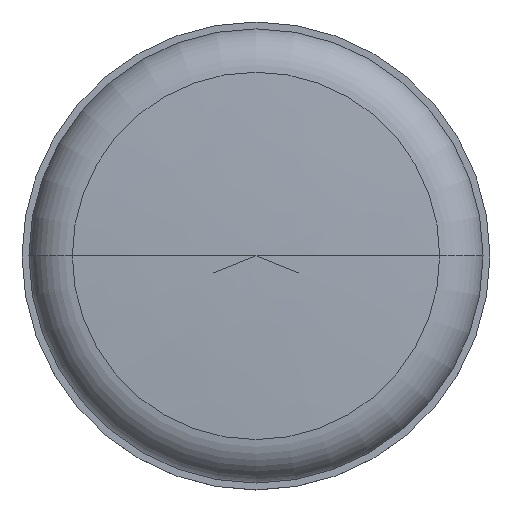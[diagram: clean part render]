
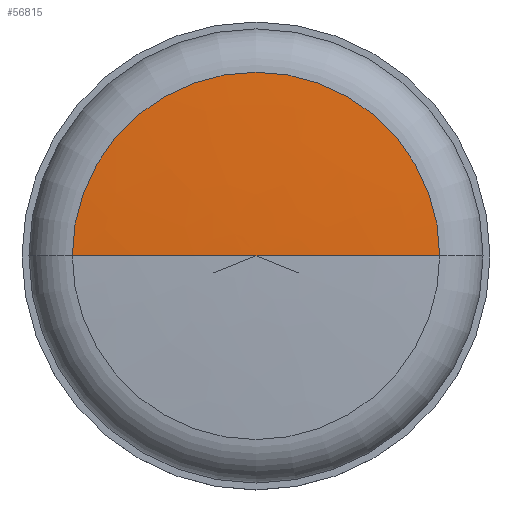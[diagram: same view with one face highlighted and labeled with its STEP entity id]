
A CAD part, top view. The second image highlights one B-rep face of the part: STEP entity #56815.
In plain terms, the highlighted free-form (B-spline) face has degree [3, 3] with [7, 4] control points.
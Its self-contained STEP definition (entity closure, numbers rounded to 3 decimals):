
#56573=CARTESIAN_POINT('',(0.013,-164.776,0.));
#56574=DIRECTION('',(0.,0.,1.));
#56575=DIRECTION('',(0.059,0.998,0.));
#56576=AXIS2_PLACEMENT_3D('',#56573,#56574,#56575);
#56578=CARTESIAN_POINT('',(0.,34.646,0.));
#56579=DIRECTION('',(0.,-1.,0.));
#56580=DIRECTION('',(1.,0.,0.));
#56581=AXIS2_PLACEMENT_3D('',#56578,#56579,#56580);
#56583=CARTESIAN_POINT('',(-0.013,-164.776,0.));
#56584=DIRECTION('',(0.,0.,-1.));
#56585=DIRECTION('',(-0.059,0.998,0.));
#56586=AXIS2_PLACEMENT_3D('',#56583,#56584,#56585);
#56604=CARTESIAN_POINT('',(11.892,34.646,0.));
#56606=VERTEX_POINT('',#56604);
#56607=CARTESIAN_POINT('',(0.,35.,0.));
#56608=VERTEX_POINT('',#56607);
#56620=CARTESIAN_POINT('',(-11.892,34.646,0.));
#56622=VERTEX_POINT('',#56620);
#56779=CARTESIAN_POINT('',(-12.106,34.632,
-0.762));
#56780=CARTESIAN_POINT('',(-8.075,34.877,
-0.508));
#56781=CARTESIAN_POINT('',(-4.038,35.,
-0.254));
#56782=CARTESIAN_POINT('',(0.,35.,0.));
#56783=CARTESIAN_POINT('',(-12.575,34.632,
6.688));
#56784=CARTESIAN_POINT('',(-8.388,34.877,
4.461));
#56785=CARTESIAN_POINT('',(-4.195,35.,
2.231));
#56786=CARTESIAN_POINT('',(0.,35.,
0.));
#56787=CARTESIAN_POINT('',(-7.465,34.632,
12.13));
#56788=CARTESIAN_POINT('',(-4.979,34.877,
8.091));
#56789=CARTESIAN_POINT('',(-2.49,35.,
4.046));
#56790=CARTESIAN_POINT('',(0.,35.,
0.));
#56791=CARTESIAN_POINT('',(0.,34.632,12.13));
#56792=CARTESIAN_POINT('',(0.,34.877,8.091));
#56793=CARTESIAN_POINT('',(0.,35.,4.046));
#56794=CARTESIAN_POINT('',(0.,35.,0.));
#56795=CARTESIAN_POINT('',(7.465,34.632,12.13));
#56796=CARTESIAN_POINT('',(4.979,34.877,8.091));
#56797=CARTESIAN_POINT('',(2.49,35.,4.046));
#56798=CARTESIAN_POINT('',(0.,35.,
0.));
#56799=CARTESIAN_POINT('',(12.575,34.632,6.688));
#56800=CARTESIAN_POINT('',(8.388,34.877,4.461));
#56801=CARTESIAN_POINT('',(4.195,35.,2.231));
#56802=CARTESIAN_POINT('',(0.,35.,
0.));
#56803=CARTESIAN_POINT('',(12.106,34.632,
-0.762));
#56804=CARTESIAN_POINT('',(8.075,34.877,
-0.508));
#56805=CARTESIAN_POINT('',(4.038,35.,
-0.254));
#56806=CARTESIAN_POINT('',(0.,35.,0.));
#56807=(BOUNDED_SURFACE()B_SPLINE_SURFACE(3,3,((#56779,#56780,#56781,#56782),(
#56783,#56784,#56785,#56786),(#56787,#56788,#56789,#56790),(#56791,#56792,
#56793,#56794),(#56795,#56796,#56797,#56798),(#56799,#56800,#56801,#56802),(
#56803,#56804,#56805,#56806)),.UNSPECIFIED.,.F.,.F.,.F.)B_SPLINE_SURFACE_WITH_KNOTS((4,3,4),(4,4),(0.,1.,2.),(0.,1.),.UNSPECIFIED.)GEOMETRIC_REPRESENTATION_ITEM()RATIONAL_B_SPLINE_SURFACE(((1.188,1.187,
1.187,1.188),(0.938,0.938,
0.938,0.938),(0.938,0.938,
0.938,0.938),(1.188,1.187,
1.187,1.188),(0.938,0.938,
0.938,0.938),(0.938,0.938,
0.938,0.938),(1.188,1.187,
1.187,1.188)))REPRESENTATION_ITEM('')SURFACE());
#56809=ORIENTED_EDGE('',*,*,#56808,.F.);
#56810=ORIENTED_EDGE('',*,*,#56774,.T.);
#56812=ORIENTED_EDGE('',*,*,#56811,.T.);
#56813=EDGE_LOOP('',(#56809,#56810,#56812));
#56814=FACE_OUTER_BOUND('',#56813,.F.);
#56577=CIRCLE('',#56576,199.776);
#56582=CIRCLE('',#56581,11.892);
#56587=CIRCLE('',#56586,199.776);
#56774=EDGE_CURVE('',#56606,#56622,#56582,.T.);
#56808=EDGE_CURVE('',#56606,#56608,#56577,.T.);
#56811=EDGE_CURVE('',#56622,#56608,#56587,.T.);
#56815=ADVANCED_FACE('',(#56814),#56807,.T.);
